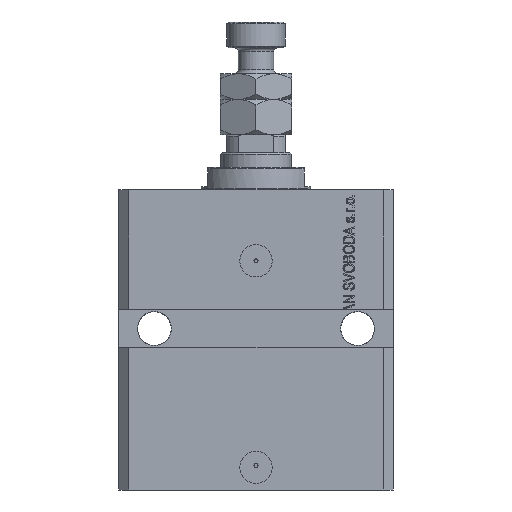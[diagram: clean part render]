
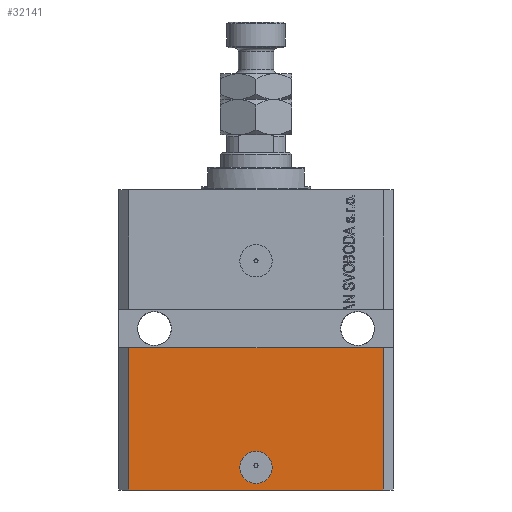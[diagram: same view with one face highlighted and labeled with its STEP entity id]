
A CAD part, front view. The second image highlights one B-rep face of the part: STEP entity #32141.
In plain terms, the highlighted planar face has unit normal (0, -1, 0).
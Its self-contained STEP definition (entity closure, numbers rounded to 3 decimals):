
#406 = CARTESIAN_POINT ( 'NONE',  ( -42.5, -31.5, -49. ) ) ;
#660 = FACE_BOUND ( 'NONE', #25658, .T. ) ;
#1831 = CARTESIAN_POINT ( 'NONE',  ( 39.5, -31.5, -93. ) ) ;
#2475 = ORIENTED_EDGE ( 'NONE', *, *, #32463, .T. ) ;
#2631 = CARTESIAN_POINT ( 'NONE',  ( -39.5, -31.5, -93. ) ) ;
#3308 = CARTESIAN_POINT ( 'NONE',  ( 39.5, -31.5, -49. ) ) ;
#3315 = DIRECTION ( 'NONE',  ( 1., 0., 0. ) ) ;
#4167 = ORIENTED_EDGE ( 'NONE', *, *, #18235, .F. ) ;
#4403 = EDGE_CURVE ( 'NONE', #13944, #18043, #45962, .T. ) ;
#5805 = CARTESIAN_POINT ( 'NONE',  ( -5., -31.5, -86. ) ) ;
#6287 = CARTESIAN_POINT ( 'NONE',  ( 0., -31.5, -86. ) ) ;
#6603 = ORIENTED_EDGE ( 'NONE', *, *, #4403, .F. ) ;
#8931 = ORIENTED_EDGE ( 'NONE', *, *, #47951, .F. ) ;
#9112 = LINE ( 'NONE', #48096, #45102 ) ;
#10381 = LINE ( 'NONE', #1831, #39471 ) ;
#10524 = VERTEX_POINT ( 'NONE', #2631 ) ;
#10871 = CARTESIAN_POINT ( 'NONE',  ( 0., -31.5, -86. ) ) ;
#13944 = VERTEX_POINT ( 'NONE', #27594 ) ;
#14848 = VECTOR ( 'NONE', #42175, 1000. ) ;
#16028 = FACE_OUTER_BOUND ( 'NONE', #18821, .T. ) ;
#16093 = VERTEX_POINT ( 'NONE', #40635 ) ;
#16792 = PLANE ( 'NONE',  #27300 ) ;
#18043 = VERTEX_POINT ( 'NONE', #3308 ) ;
#18235 = EDGE_CURVE ( 'NONE', #30197, #35208, #42823, .T. ) ;
#18491 = CARTESIAN_POINT ( 'NONE',  ( 5., -31.5, -86. ) ) ;
#18785 = ORIENTED_EDGE ( 'NONE', *, *, #19241, .F. ) ;
#18821 = EDGE_LOOP ( 'NONE', ( #6603, #8931, #2475, #33112 ) ) ;
#19241 = EDGE_CURVE ( 'NONE', #35208, #30197, #22783, .T. ) ;
#20050 = DIRECTION ( 'NONE',  ( 0., 0., -1. ) ) ;
#20190 = DIRECTION ( 'NONE',  ( 1., 0., 0. ) ) ;
#21649 = DIRECTION ( 'NONE',  ( 0., -1., 0. ) ) ;
#21894 = DIRECTION ( 'NONE',  ( 1., 0., 0. ) ) ;
#22783 = CIRCLE ( 'NONE', #36436, 5. ) ;
#25658 = EDGE_LOOP ( 'NONE', ( #4167, #18785 ) ) ;
#26192 = DIRECTION ( 'NONE',  ( 0., -1., 0. ) ) ;
#27300 = AXIS2_PLACEMENT_3D ( 'NONE', #32110, #39158, #20050 ) ;
#27594 = CARTESIAN_POINT ( 'NONE',  ( -39.5, -31.5, -49. ) ) ;
#30197 = VERTEX_POINT ( 'NONE', #18491 ) ;
#30997 = CARTESIAN_POINT ( 'NONE',  ( -39.5, -31.5, -93. ) ) ;
#32110 = CARTESIAN_POINT ( 'NONE',  ( -39.5, -31.5, -93. ) ) ;
#32141 = ADVANCED_FACE ( 'NONE', ( #660, #16028 ), #16792, .T. ) ;
#32463 = EDGE_CURVE ( 'NONE', #10524, #16093, #9112, .T. ) ;
#33112 = ORIENTED_EDGE ( 'NONE', *, *, #34153, .T. ) ;
#34153 = EDGE_CURVE ( 'NONE', #16093, #18043, #10381, .T. ) ;
#35208 = VERTEX_POINT ( 'NONE', #5805 ) ;
#36436 = AXIS2_PLACEMENT_3D ( 'NONE', #10871, #26192, #3315 ) ;
#38320 = LINE ( 'NONE', #30997, #47104 ) ;
#39158 = DIRECTION ( 'NONE',  ( 0., -1., 0. ) ) ;
#39471 = VECTOR ( 'NONE', #48633, 1000. ) ;
#40635 = CARTESIAN_POINT ( 'NONE',  ( 39.5, -31.5, -93. ) ) ;
#42175 = DIRECTION ( 'NONE',  ( 1., 0., 0. ) ) ;
#42823 = CIRCLE ( 'NONE', #43639, 5. ) ;
#43639 = AXIS2_PLACEMENT_3D ( 'NONE', #6287, #21649, #21894 ) ;
#45102 = VECTOR ( 'NONE', #20190, 1000. ) ;
#45411 = DIRECTION ( 'NONE',  ( 0., 0., 1. ) ) ;
#45962 = LINE ( 'NONE', #406, #14848 ) ;
#47104 = VECTOR ( 'NONE', #45411, 1000. ) ;
#47951 = EDGE_CURVE ( 'NONE', #10524, #13944, #38320, .T. ) ;
#48096 = CARTESIAN_POINT ( 'NONE',  ( -39.5, -31.5, -93. ) ) ;
#48633 = DIRECTION ( 'NONE',  ( 0., 0., 1. ) ) ;
